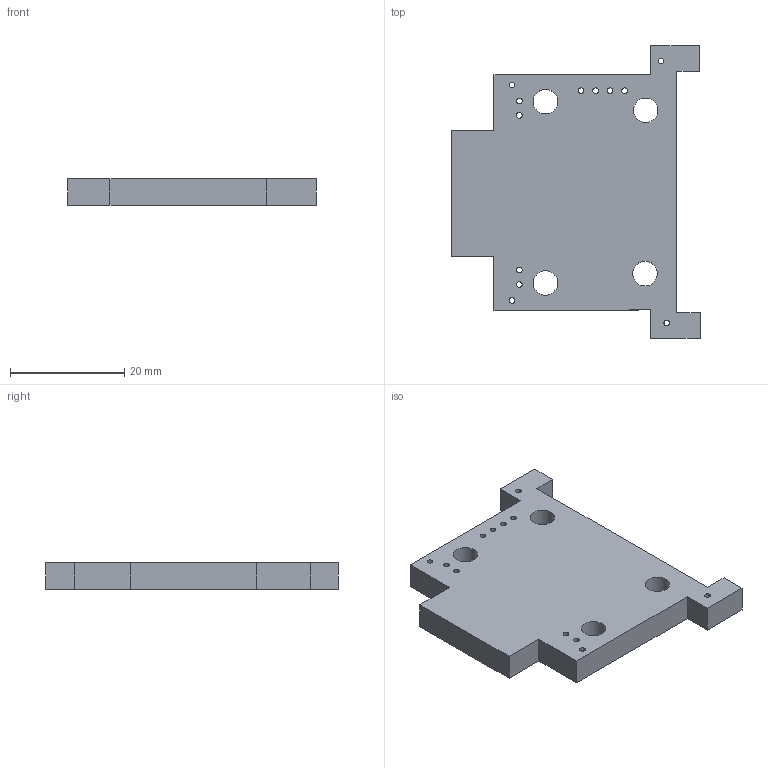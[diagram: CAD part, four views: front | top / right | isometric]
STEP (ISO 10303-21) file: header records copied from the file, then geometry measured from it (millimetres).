
FILE_DESCRIPTION(('KiCad electronic assembly'),'2;1');
FILE_NAME('CompactMotor.step','2022-03-11T14:37:11',('Pcbnew'),('Kicad') ,'Open CASCADE STEP processor 7.5','KiCad to STEP converter','Unknown' );
FILE_SCHEMA(('AUTOMOTIVE_DESIGN { 1 0 10303 214 1 1 1 1 }'));
Length unit declared in the file: millimetre
Products named in the file (2): CompactMotor 1; _autosave-CompactMotor PCB
Assembly tree (1 placements, depth 2):
  CompactMotor 1
    _autosave-CompactMotor PCB
Bounding box: 43.43 x 51.18 x 4.69 mm (x, y, z)
Volume: 7013.1 mm3; surface area: 4345.9 mm2
Topology: 1 solids, 1 shells, 34 faces, 96 edges, 64 vertices
Faces by surface type: plane 18, cylinder 16
Full cylindrical faces by diameter (mm): 1 x12, 4.3 x4
Entity records: 2567 total; most frequent: CARTESIAN_POINT 580, DIRECTION 360, LINE 224, VECTOR 224, ORIENTED_EDGE 192, PCURVE 192, DEFINITIONAL_REPRESENTATION 192, EDGE_CURVE 96
